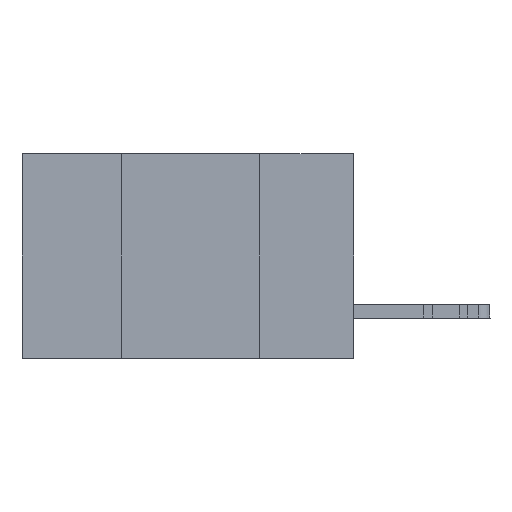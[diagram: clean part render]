
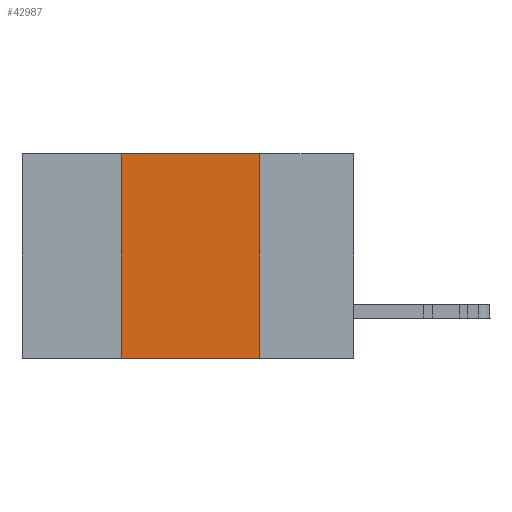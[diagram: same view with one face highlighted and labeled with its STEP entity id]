
A CAD part, left-side view. The second image highlights one B-rep face of the part: STEP entity #42987.
In plain terms, the highlighted planar face has unit normal (-1, 0, 0).
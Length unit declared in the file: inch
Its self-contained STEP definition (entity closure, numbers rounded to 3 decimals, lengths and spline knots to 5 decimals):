
#1975 = VECTOR ( 'NONE', #6142, 39.37008 ) ;
#2158 = VERTEX_POINT ( 'NONE', #9212 ) ;
#2834 = VECTOR ( 'NONE', #23656, 39.37008 ) ;
#3093 = VERTEX_POINT ( 'NONE', #4448 ) ;
#3279 = CARTESIAN_POINT ( 'NONE',  ( 0., 0.6, -0.37 ) ) ;
#4202 = DIRECTION ( 'NONE',  ( 0., 0., 1. ) ) ;
#4448 = CARTESIAN_POINT ( 'NONE',  ( 0., 0.17, 0. ) ) ;
#5139 = EDGE_LOOP ( 'NONE', ( #8678, #26443, #27045, #11824 ) ) ;
#5848 = DIRECTION ( 'NONE',  ( 0., 0., -1. ) ) ;
#6142 = DIRECTION ( 'NONE',  ( 0., -1., 0. ) ) ;
#6248 = LINE ( 'NONE', #3279, #2834 ) ;
#6303 = CARTESIAN_POINT ( 'NONE',  ( 0., 0.6, 0. ) ) ;
#6879 = EDGE_CURVE ( 'NONE', #3093, #18601, #8380, .T. ) ;
#7812 = CARTESIAN_POINT ( 'NONE',  ( 0., 0.17, 0. ) ) ;
#8380 = LINE ( 'NONE', #7812, #10083 ) ;
#8678 = ORIENTED_EDGE ( 'NONE', *, *, #6879, .F. ) ;
#9212 = CARTESIAN_POINT ( 'NONE',  ( 0., 0.42, -0.37 ) ) ;
#10083 = VECTOR ( 'NONE', #37213, 39.37008 ) ;
#10116 = CARTESIAN_POINT ( 'NONE',  ( 0., 0.6, 0. ) ) ;
#11824 = ORIENTED_EDGE ( 'NONE', *, *, #23031, .T. ) ;
#14180 = VECTOR ( 'NONE', #4202, 39.37008 ) ;
#14886 = CARTESIAN_POINT ( 'NONE',  ( 0., 0.42, 0. ) ) ;
#17264 = DIRECTION ( 'NONE',  ( 1., 0., 0. ) ) ;
#18601 = VERTEX_POINT ( 'NONE', #45774 ) ;
#18795 = CARTESIAN_POINT ( 'NONE',  ( 0., 0.42, 0. ) ) ;
#23031 = EDGE_CURVE ( 'NONE', #2158, #18601, #6248, .T. ) ;
#23656 = DIRECTION ( 'NONE',  ( 0., -1., 0. ) ) ;
#23817 = LINE ( 'NONE', #18795, #14180 ) ;
#25510 = FACE_OUTER_BOUND ( 'NONE', #5139, .T. ) ;
#26443 = ORIENTED_EDGE ( 'NONE', *, *, #45767, .F. ) ;
#27045 = ORIENTED_EDGE ( 'NONE', *, *, #36248, .F. ) ;
#27586 = PLANE ( 'NONE',  #41886 ) ;
#30951 = LINE ( 'NONE', #6303, #1975 ) ;
#36248 = EDGE_CURVE ( 'NONE', #2158, #43173, #23817, .T. ) ;
#37213 = DIRECTION ( 'NONE',  ( 0., 0., -1. ) ) ;
#41886 = AXIS2_PLACEMENT_3D ( 'NONE', #10116, #17264, #5848 ) ;
#42987 = ADVANCED_FACE ( 'NONE', ( #25510 ), #27586, .F. ) ;
#43173 = VERTEX_POINT ( 'NONE', #14886 ) ;
#45767 = EDGE_CURVE ( 'NONE', #43173, #3093, #30951, .T. ) ;
#45774 = CARTESIAN_POINT ( 'NONE',  ( 0., 0.17, -0.37 ) ) ;
